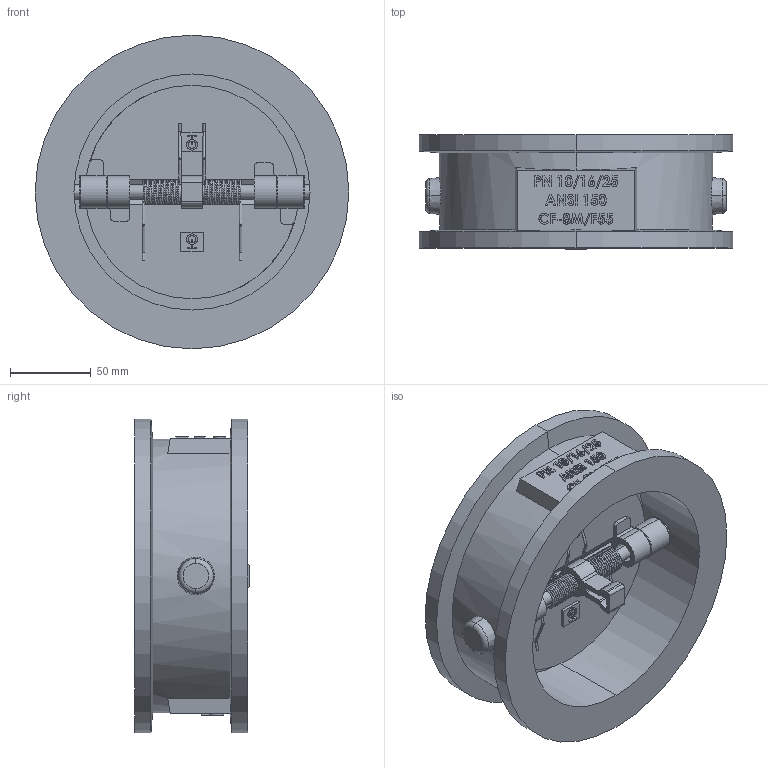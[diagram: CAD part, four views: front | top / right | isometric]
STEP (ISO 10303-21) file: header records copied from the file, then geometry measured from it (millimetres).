
FILE_DESCRIPTION (( 'STEP AP203' ), '1' );
FILE_NAME ('2.D3IIIIV.DN125.STEP', '2017-05-19T12:55:46', ( '' ), ( '' ), 'SwSTEP 2.0', 'SolidWorks 2017', '' );
FILE_SCHEMA (( 'CONFIG_CONTROL_DESIGN' ));
Products named in the file (1): 2.D3IIIIV.DN125
Bounding box: 194 x 70.8 x 194 mm (x, y, z)
Volume: 862536 mm3; surface area: 203305.1 mm2
Topology: 13 solids, 13 shells, 1063 faces, 2780 edges, 1811 vertices
Faces by surface type: plane 559, bspline 297, cylinder 171, torus 18, cone 10, sphere 8
Entity records: 56628 total; most frequent: CARTESIAN_POINT 32200, ORIENTED_EDGE 5536, DIRECTION 4125, EDGE_CURVE 2768, VERTEX_POINT 1811, VECTOR 1729, LINE 1729, AXIS2_PLACEMENT_3D 1198
